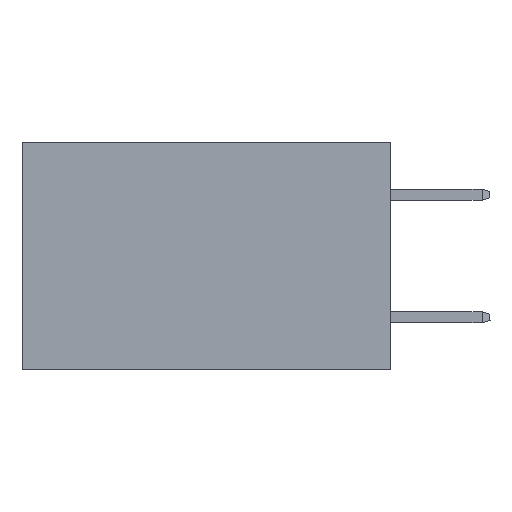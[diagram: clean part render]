
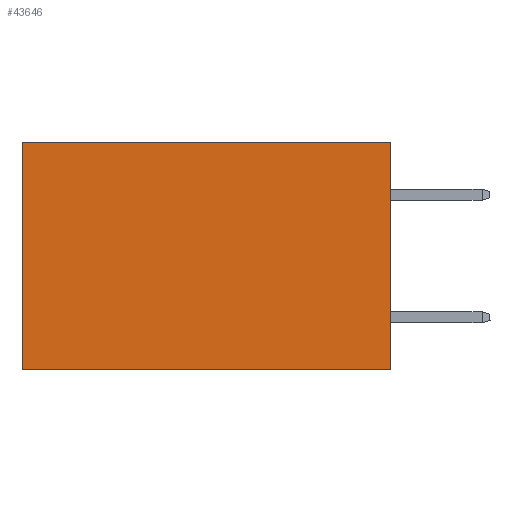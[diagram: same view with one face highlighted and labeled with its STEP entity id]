
A CAD part, left-side view. The second image highlights one B-rep face of the part: STEP entity #43646.
In plain terms, the highlighted planar face has unit normal (-1, 0, 0).
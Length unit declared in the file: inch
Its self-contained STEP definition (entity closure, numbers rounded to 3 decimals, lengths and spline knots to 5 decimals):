
#997 = CARTESIAN_POINT ( 'NONE',  ( 0.2875, 0., -0.37 ) ) ;
#1153 = DIRECTION ( 'NONE',  ( 0., 0., -1. ) ) ;
#2473 = CARTESIAN_POINT ( 'NONE',  ( 0.2875, 0.6, 0. ) ) ;
#5745 = DIRECTION ( 'NONE',  ( 0., 1., 0. ) ) ;
#6433 = CARTESIAN_POINT ( 'NONE',  ( 0.2875, 0.6, 0. ) ) ;
#6761 = VERTEX_POINT ( 'NONE', #18455 ) ;
#8906 = DIRECTION ( 'NONE',  ( 0., 0., -1. ) ) ;
#9086 = LINE ( 'NONE', #29865, #11248 ) ;
#10254 = DIRECTION ( 'NONE',  ( 0., 0., -1. ) ) ;
#11033 = VECTOR ( 'NONE', #10254, 39.37008 ) ;
#11248 = VECTOR ( 'NONE', #12897, 39.37008 ) ;
#12492 = EDGE_CURVE ( 'NONE', #43748, #6761, #41538, .T. ) ;
#12897 = DIRECTION ( 'NONE',  ( 0., 1., 0. ) ) ;
#14397 = FACE_OUTER_BOUND ( 'NONE', #33715, .T. ) ;
#15246 = PLANE ( 'NONE',  #41878 ) ;
#16051 = VECTOR ( 'NONE', #8906, 39.37008 ) ;
#16788 = EDGE_CURVE ( 'NONE', #23303, #6761, #35320, .T. ) ;
#18455 = CARTESIAN_POINT ( 'NONE',  ( 0.2875, 0.6, -0.37 ) ) ;
#20816 = VERTEX_POINT ( 'NONE', #27505 ) ;
#23282 = ORIENTED_EDGE ( 'NONE', *, *, #12492, .F. ) ;
#23303 = VERTEX_POINT ( 'NONE', #6433 ) ;
#23415 = EDGE_CURVE ( 'NONE', #20816, #23303, #9086, .T. ) ;
#23790 = VECTOR ( 'NONE', #5745, 39.37008 ) ;
#25013 = CARTESIAN_POINT ( 'NONE',  ( 0.2875, 0., 0. ) ) ;
#26012 = EDGE_CURVE ( 'NONE', #20816, #43748, #41664, .T. ) ;
#27505 = CARTESIAN_POINT ( 'NONE',  ( 0.2875, 0., 0. ) ) ;
#29552 = ORIENTED_EDGE ( 'NONE', *, *, #16788, .T. ) ;
#29865 = CARTESIAN_POINT ( 'NONE',  ( 0.2875, 0., 0. ) ) ;
#30953 = CARTESIAN_POINT ( 'NONE',  ( 0.2875, 0., 0. ) ) ;
#32652 = ORIENTED_EDGE ( 'NONE', *, *, #26012, .F. ) ;
#33715 = EDGE_LOOP ( 'NONE', ( #29552, #23282, #32652, #41007 ) ) ;
#35320 = LINE ( 'NONE', #2473, #16051 ) ;
#40240 = CARTESIAN_POINT ( 'NONE',  ( 0.2875, 0., -0.37 ) ) ;
#41007 = ORIENTED_EDGE ( 'NONE', *, *, #23415, .T. ) ;
#41538 = LINE ( 'NONE', #40240, #23790 ) ;
#41664 = LINE ( 'NONE', #30953, #11033 ) ;
#41878 = AXIS2_PLACEMENT_3D ( 'NONE', #25013, #42736, #1153 ) ;
#42736 = DIRECTION ( 'NONE',  ( 1., 0., 0. ) ) ;
#43646 = ADVANCED_FACE ( 'NONE', ( #14397 ), #15246, .F. ) ;
#43748 = VERTEX_POINT ( 'NONE', #997 ) ;
